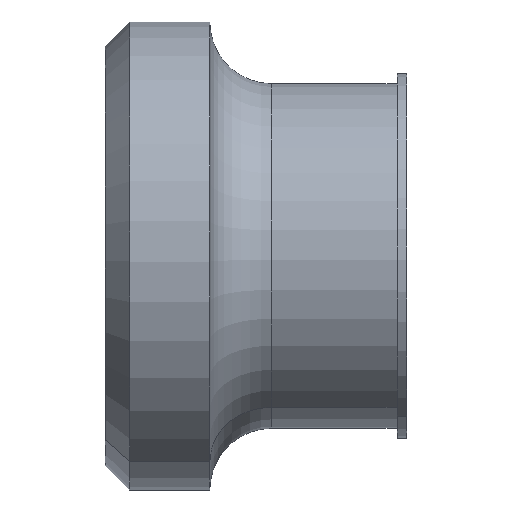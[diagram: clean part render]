
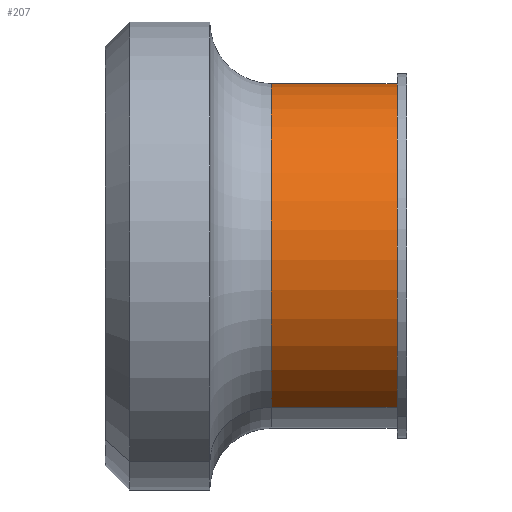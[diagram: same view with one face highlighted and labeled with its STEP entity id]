
A CAD part, left-side view. The second image highlights one B-rep face of the part: STEP entity #207.
In plain terms, the highlighted cylindrical face has radius 14 mm (diameter 28 mm), a partial arc.
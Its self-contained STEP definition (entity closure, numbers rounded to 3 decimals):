
#122=CARTESIAN_POINT('Vertex',(6.712,0.8,12.286)) ;
#124=CARTESIAN_POINT('Vertex',(-6.712,0.8,-12.286)) ;
#127=CARTESIAN_POINT('Axis2P3D Location',(0.,0.8,0.)) ;
#165=CARTESIAN_POINT('Axis2P3D Location',(0.,12.25,0.)) ;
#170=CARTESIAN_POINT('Line Origine',(6.712,8.4,12.286)) ;
#174=CARTESIAN_POINT('Vertex',(6.712,11.,12.286)) ;
#177=CARTESIAN_POINT('Line Origine',(-6.712,8.4,-12.286)) ;
#181=CARTESIAN_POINT('Vertex',(-6.712,11.,-12.286)) ;
#196=CARTESIAN_POINT('Axis2P3D Location',(0.,11.,0.)) ;
#128=DIRECTION('Axis2P3D Direction',(0.,1.,0.)) ;
#166=DIRECTION('Axis2P3D Direction',(0.,1.,0.)) ;
#167=DIRECTION('Axis2P3D XDirection',(0.479,-0.,0.878)) ;
#171=DIRECTION('Vector Direction',(0.,1.,0.)) ;
#178=DIRECTION('Vector Direction',(0.,1.,0.)) ;
#197=DIRECTION('Axis2P3D Direction',(0.,1.,0.)) ;
#129=AXIS2_PLACEMENT_3D('Circle Axis2P3D',#127,#128,$) ;
#168=AXIS2_PLACEMENT_3D('Cylinder Axis2P3D',#165,#166,#167) ;
#198=AXIS2_PLACEMENT_3D('Circle Axis2P3D',#196,#197,$) ;
#202=ORIENTED_EDGE('',*,*,#183,.T.) ;
#203=ORIENTED_EDGE('',*,*,#131,.T.) ;
#204=ORIENTED_EDGE('',*,*,#176,.F.) ;
#205=ORIENTED_EDGE('',*,*,#200,.T.) ;
#172=VECTOR('Line Direction',#171,1.) ;
#179=VECTOR('Line Direction',#178,1.) ;
#207=ADVANCED_FACE('Corps principal',(#206),#169,.T.) ;
#130=CIRCLE('generated circle',#129,14.) ;
#199=CIRCLE('generated circle',#198,14.) ;
#169=CYLINDRICAL_SURFACE('generated cylinder',#168,14.) ;
#131=EDGE_CURVE('',#125,#123,#130,.T.) ;
#176=EDGE_CURVE('',#175,#123,#173,.F.) ;
#183=EDGE_CURVE('',#182,#125,#180,.F.) ;
#200=EDGE_CURVE('',#175,#182,#199,.F.) ;
#201=EDGE_LOOP('',(#202,#203,#204,#205)) ;
#206=FACE_OUTER_BOUND('',#201,.T.) ;
#173=LINE('Line',#170,#172) ;
#180=LINE('Line',#177,#179) ;
#123=VERTEX_POINT('',#122) ;
#125=VERTEX_POINT('',#124) ;
#175=VERTEX_POINT('',#174) ;
#182=VERTEX_POINT('',#181) ;
